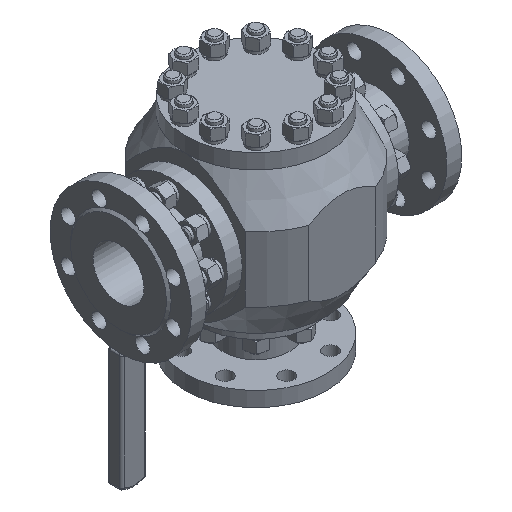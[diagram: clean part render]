
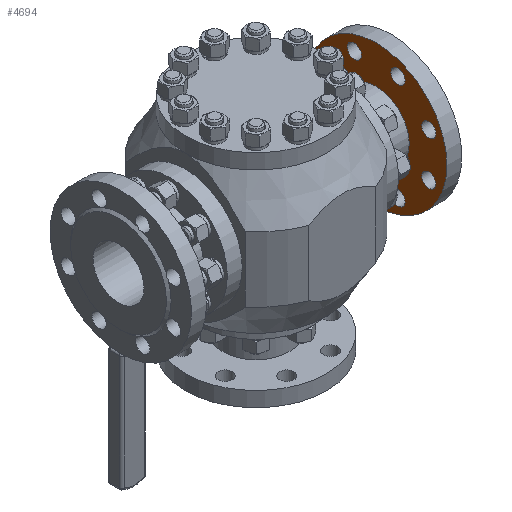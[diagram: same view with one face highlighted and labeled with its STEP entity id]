
A CAD part, isometric view. The second image highlights one B-rep face of the part: STEP entity #4694.
In plain terms, the highlighted planar face has unit normal (-1, 0, 0).
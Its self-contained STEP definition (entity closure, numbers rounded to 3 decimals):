
#4694=ADVANCED_FACE('',(#17834,#17836,#17838,#17840,#17842,#17844,#17846,#17848,
#17850,#17852),#17854,.T.);
#17834=FACE_BOUND('',#17835,.T.);
#17835=EDGE_LOOP('',(#28063));
#17836=FACE_BOUND('',#17837,.T.);
#17837=EDGE_LOOP('',(#28064));
#17838=FACE_BOUND('',#17839,.T.);
#17839=EDGE_LOOP('',(#28065));
#17840=FACE_BOUND('',#17841,.T.);
#17841=EDGE_LOOP('',(#28066));
#17842=FACE_BOUND('',#17843,.T.);
#17843=EDGE_LOOP('',(#28067));
#17844=FACE_BOUND('',#17845,.T.);
#17845=EDGE_LOOP('',(#28068));
#17846=FACE_BOUND('',#17847,.T.);
#17847=EDGE_LOOP('',(#28069));
#17848=FACE_BOUND('',#17849,.T.);
#17849=EDGE_LOOP('',(#28070));
#17850=FACE_BOUND('',#17851,.T.);
#17851=EDGE_LOOP('',(#28071));
#17852=FACE_BOUND('',#17853,.T.);
#17853=EDGE_LOOP('',(#28072));
#17854=PLANE('',#17855);
#17855=AXIS2_PLACEMENT_3D('',#17856,#17857,#17858);
#17856=CARTESIAN_POINT('',(153.,0.,0.));
#17857=DIRECTION('',(-1.,0.,-0.));
#17858=DIRECTION('',(0.,1.,0.));
#28063=ORIENTED_EDGE('',*,*,#33667,.F.);
#28064=ORIENTED_EDGE('',*,*,#33668,.T.);
#28065=ORIENTED_EDGE('',*,*,#33669,.T.);
#28066=ORIENTED_EDGE('',*,*,#33670,.T.);
#28067=ORIENTED_EDGE('',*,*,#33671,.T.);
#28068=ORIENTED_EDGE('',*,*,#33672,.T.);
#28069=ORIENTED_EDGE('',*,*,#33673,.T.);
#28070=ORIENTED_EDGE('',*,*,#33674,.T.);
#28071=ORIENTED_EDGE('',*,*,#33675,.T.);
#28072=ORIENTED_EDGE('',*,*,#33154,.T.);
#33154=EDGE_CURVE('',#37162,#37162,#37163,.T.);
#33667=EDGE_CURVE('',#38020,#38020,#38021,.T.);
#33668=EDGE_CURVE('',#38022,#38022,#38023,.T.);
#33669=EDGE_CURVE('',#38024,#38024,#38025,.T.);
#33670=EDGE_CURVE('',#38026,#38026,#38027,.T.);
#33671=EDGE_CURVE('',#38028,#38028,#38029,.T.);
#33672=EDGE_CURVE('',#38030,#38030,#38031,.T.);
#33673=EDGE_CURVE('',#38032,#38032,#38033,.T.);
#33674=EDGE_CURVE('',#38034,#38034,#38035,.T.);
#33675=EDGE_CURVE('',#38036,#38036,#38037,.T.);
#37162=VERTEX_POINT('',#46602);
#37163=CIRCLE('',#46603,42.);
#38020=VERTEX_POINT('',#51951);
#38021=CIRCLE('',#51952,90.);
#38022=VERTEX_POINT('',#51956);
#38023=CIRCLE('',#51957,9.);
#38024=VERTEX_POINT('',#51961);
#38025=CIRCLE('',#51962,9.);
#38026=VERTEX_POINT('',#51966);
#38027=CIRCLE('',#51967,9.);
#38028=VERTEX_POINT('',#51971);
#38029=CIRCLE('',#51972,9.);
#38030=VERTEX_POINT('',#51976);
#38031=CIRCLE('',#51977,9.);
#38032=VERTEX_POINT('',#51981);
#38033=CIRCLE('',#51982,9.);
#38034=VERTEX_POINT('',#51986);
#38035=CIRCLE('',#51987,9.);
#38036=VERTEX_POINT('',#51991);
#38037=CIRCLE('',#51992,9.);
#46602=CARTESIAN_POINT('',(153.,42.,0.));
#46603=AXIS2_PLACEMENT_3D('',#46604,#46605,#46606);
#46604=CARTESIAN_POINT('',(153.,0.,0.));
#46605=DIRECTION('',(1.,0.,0.));
#46606=DIRECTION('',(0.,1.,0.));
#51951=CARTESIAN_POINT('',(153.,90.,0.));
#51952=AXIS2_PLACEMENT_3D('',#51953,#51954,#51955);
#51953=CARTESIAN_POINT('',(153.,0.,0.));
#51954=DIRECTION('',(1.,0.,0.));
#51955=DIRECTION('',(0.,1.,0.));
#51956=CARTESIAN_POINT('',(153.,27.745,57.981));
#51957=AXIS2_PLACEMENT_3D('',#51958,#51959,#51960);
#51958=CARTESIAN_POINT('',(153.,27.745,66.981));
#51959=DIRECTION('',(1.,0.,0.));
#51960=DIRECTION('',(0.,0.,-1.));
#51961=CARTESIAN_POINT('',(153.,-27.745,57.981));
#51962=AXIS2_PLACEMENT_3D('',#51963,#51964,#51965);
#51963=CARTESIAN_POINT('',(153.,-27.745,66.981));
#51964=DIRECTION('',(1.,0.,0.));
#51965=DIRECTION('',(0.,0.,-1.));
#51966=CARTESIAN_POINT('',(153.,-66.981,-36.745));
#51967=AXIS2_PLACEMENT_3D('',#51968,#51969,#51970);
#51968=CARTESIAN_POINT('',(153.,-66.981,-27.745));
#51969=DIRECTION('',(1.,0.,0.));
#51970=DIRECTION('',(0.,0.,-1.));
#51971=CARTESIAN_POINT('',(153.,27.745,-75.981));
#51972=AXIS2_PLACEMENT_3D('',#51973,#51974,#51975);
#51973=CARTESIAN_POINT('',(153.,27.745,-66.981));
#51974=DIRECTION('',(1.,0.,0.));
#51975=DIRECTION('',(0.,0.,-1.));
#51976=CARTESIAN_POINT('',(153.,66.981,-36.745));
#51977=AXIS2_PLACEMENT_3D('',#51978,#51979,#51980);
#51978=CARTESIAN_POINT('',(153.,66.981,-27.745));
#51979=DIRECTION('',(1.,0.,0.));
#51980=DIRECTION('',(0.,0.,-1.));
#51981=CARTESIAN_POINT('',(153.,66.981,18.745));
#51982=AXIS2_PLACEMENT_3D('',#51983,#51984,#51985);
#51983=CARTESIAN_POINT('',(153.,66.981,27.745));
#51984=DIRECTION('',(1.,0.,0.));
#51985=DIRECTION('',(0.,0.,-1.));
#51986=CARTESIAN_POINT('',(153.,-66.981,18.745));
#51987=AXIS2_PLACEMENT_3D('',#51988,#51989,#51990);
#51988=CARTESIAN_POINT('',(153.,-66.981,27.745));
#51989=DIRECTION('',(1.,0.,0.));
#51990=DIRECTION('',(0.,0.,-1.));
#51991=CARTESIAN_POINT('',(153.,-27.745,-75.981));
#51992=AXIS2_PLACEMENT_3D('',#51993,#51994,#51995);
#51993=CARTESIAN_POINT('',(153.,-27.745,-66.981));
#51994=DIRECTION('',(1.,0.,0.));
#51995=DIRECTION('',(0.,0.,-1.));
